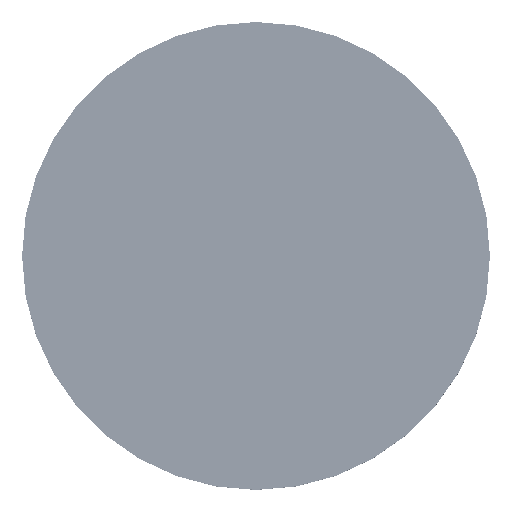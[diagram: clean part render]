
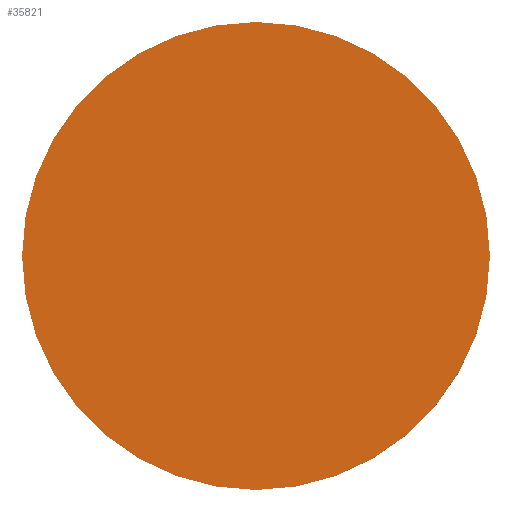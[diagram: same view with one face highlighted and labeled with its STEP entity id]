
A CAD part, top view. The second image highlights one B-rep face of the part: STEP entity #35821.
In plain terms, the highlighted planar face has unit normal (0, 0, 1).
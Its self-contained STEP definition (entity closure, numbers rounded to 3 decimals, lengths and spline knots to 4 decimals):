
#1377 = DIRECTION ( 'NONE',  ( 0., 0., 1. ) ) ;
#4947 = VERTEX_POINT ( 'NONE', #23655 ) ;
#8238 = FACE_OUTER_BOUND ( 'NONE', #30280, .T. ) ;
#12890 = CARTESIAN_POINT ( 'NONE',  ( 0., 0., 1. ) ) ;
#13230 = AXIS2_PLACEMENT_3D ( 'NONE', #12890, #1377, #16192 ) ;
#16192 = DIRECTION ( 'NONE',  ( 1., 0., 0. ) ) ;
#22112 = AXIS2_PLACEMENT_3D ( 'NONE', #42245, #30926, #38324 ) ;
#23655 = CARTESIAN_POINT ( 'NONE',  ( 3., 0., 1. ) ) ;
#27856 = PLANE ( 'NONE',  #13230 ) ;
#30280 = EDGE_LOOP ( 'NONE', ( #37263 ) ) ;
#30926 = DIRECTION ( 'NONE',  ( 0., 0., 1. ) ) ;
#33530 = EDGE_CURVE ( 'NONE', #4947, #4947, #48245, .T. ) ;
#35821 = ADVANCED_FACE ( 'NONE', ( #8238 ), #27856, .T. ) ;
#37263 = ORIENTED_EDGE ( 'NONE', *, *, #33530, .T. ) ;
#38324 = DIRECTION ( 'NONE',  ( 1., 0., 0. ) ) ;
#42245 = CARTESIAN_POINT ( 'NONE',  ( 0., 0., 1. ) ) ;
#48245 = CIRCLE ( 'NONE', #22112, 3. ) ;
